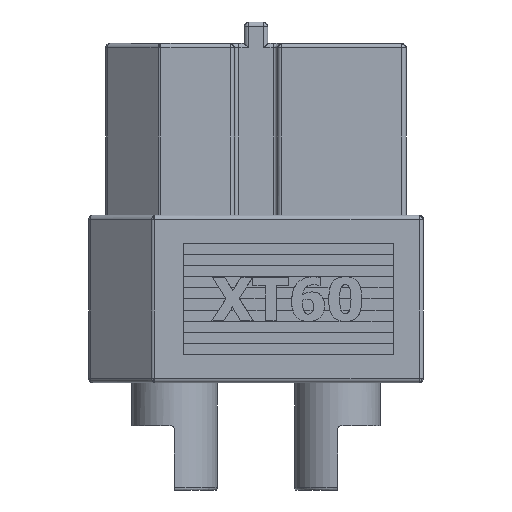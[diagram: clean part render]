
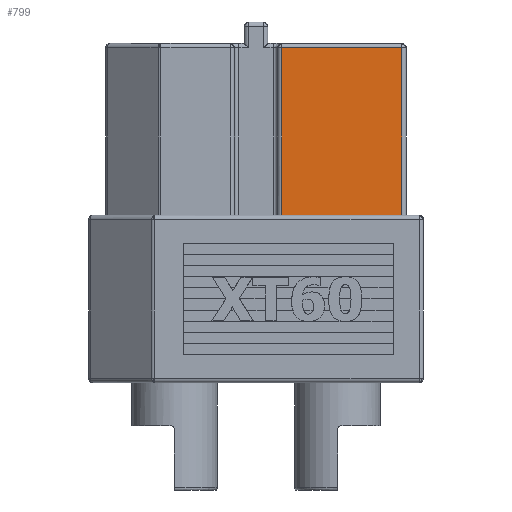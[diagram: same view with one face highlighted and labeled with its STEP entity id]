
A CAD part, front view. The second image highlights one B-rep face of the part: STEP entity #799.
In plain terms, the highlighted planar face has unit normal (0, -1, 0).
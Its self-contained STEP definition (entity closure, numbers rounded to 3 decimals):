
#421 = DIRECTION ( 'NONE',  ( 0., 0., -1. ) ) ;
#799 = ADVANCED_FACE ( 'NONE', ( #3437 ), #7907, .T. ) ;
#1225 = DIRECTION ( 'NONE',  ( 0., -1., 0. ) ) ;
#1336 = LINE ( 'NONE', #8294, #3111 ) ;
#1617 = EDGE_CURVE ( 'NONE', #3746, #5578, #1336, .T. ) ;
#2187 = DIRECTION ( 'NONE',  ( 0., 0., 1. ) ) ;
#2205 = LINE ( 'NONE', #6670, #8857 ) ;
#2254 = CARTESIAN_POINT ( 'NONE',  ( 6.8, -3.2, 7.8 ) ) ;
#2361 = AXIS2_PLACEMENT_3D ( 'NONE', #12369, #1225, #421 ) ;
#3111 = VECTOR ( 'NONE', #12537, 1000. ) ;
#3437 = FACE_OUTER_BOUND ( 'NONE', #11030, .T. ) ;
#3746 = VERTEX_POINT ( 'NONE', #7371 ) ;
#3941 = VERTEX_POINT ( 'NONE', #10354 ) ;
#4694 = DIRECTION ( 'NONE',  ( 1., 0., 0. ) ) ;
#4775 = CARTESIAN_POINT ( 'NONE',  ( 6.8, -3.2, 15.6 ) ) ;
#4835 = LINE ( 'NONE', #11499, #10261 ) ;
#5076 = ORIENTED_EDGE ( 'NONE', *, *, #1617, .F. ) ;
#5201 = ORIENTED_EDGE ( 'NONE', *, *, #13672, .T. ) ;
#5578 = VERTEX_POINT ( 'NONE', #4775 ) ;
#6670 = CARTESIAN_POINT ( 'NONE',  ( 1.2, -3.2, 7.8 ) ) ;
#6906 = ORIENTED_EDGE ( 'NONE', *, *, #9403, .T. ) ;
#7249 = EDGE_CURVE ( 'NONE', #10457, #5578, #13184, .T. ) ;
#7371 = CARTESIAN_POINT ( 'NONE',  ( 1.2, -3.2, 15.6 ) ) ;
#7907 = PLANE ( 'NONE',  #2361 ) ;
#8294 = CARTESIAN_POINT ( 'NONE',  ( -1.975, -3.2, 15.6 ) ) ;
#8615 = VECTOR ( 'NONE', #2187, 1000. ) ;
#8857 = VECTOR ( 'NONE', #9004, 1000. ) ;
#9004 = DIRECTION ( 'NONE',  ( 0., 0., -1. ) ) ;
#9403 = EDGE_CURVE ( 'NONE', #3746, #3941, #2205, .T. ) ;
#9709 = CARTESIAN_POINT ( 'NONE',  ( 6.8, -3.2, 7.8 ) ) ;
#10261 = VECTOR ( 'NONE', #4694, 1000. ) ;
#10354 = CARTESIAN_POINT ( 'NONE',  ( 1.2, -3.2, 7.8 ) ) ;
#10457 = VERTEX_POINT ( 'NONE', #9709 ) ;
#11030 = EDGE_LOOP ( 'NONE', ( #6906, #5201, #14329, #5076 ) ) ;
#11499 = CARTESIAN_POINT ( 'NONE',  ( -4.502, -3.2, 7.8 ) ) ;
#12369 = CARTESIAN_POINT ( 'NONE',  ( -4.502, -3.2, 7.8 ) ) ;
#12537 = DIRECTION ( 'NONE',  ( 1., 0., 0. ) ) ;
#13184 = LINE ( 'NONE', #2254, #8615 ) ;
#13672 = EDGE_CURVE ( 'NONE', #3941, #10457, #4835, .T. ) ;
#14329 = ORIENTED_EDGE ( 'NONE', *, *, #7249, .T. ) ;
